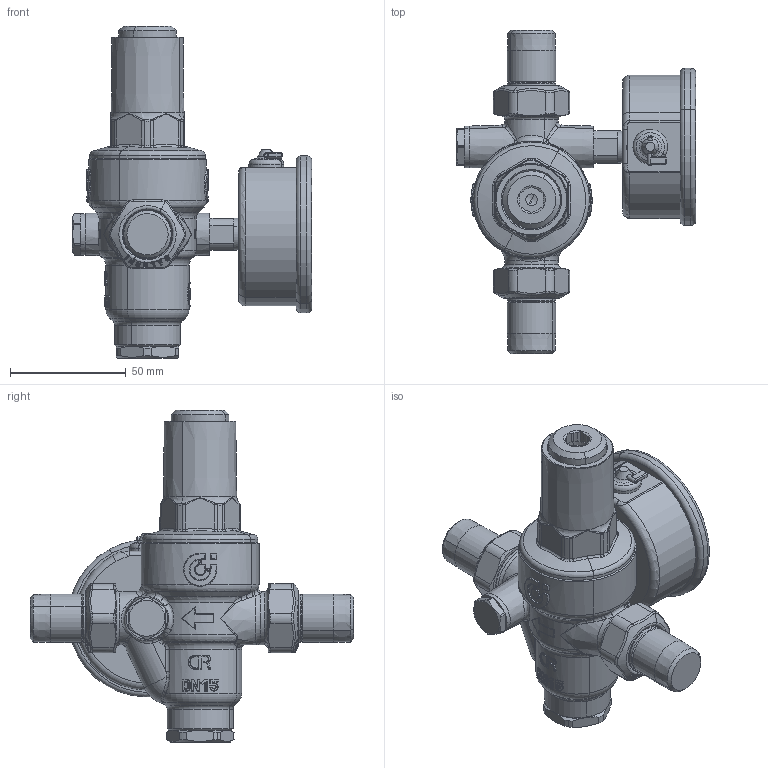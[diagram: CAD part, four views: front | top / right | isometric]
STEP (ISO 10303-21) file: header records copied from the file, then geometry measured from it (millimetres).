
FILE_DESCRIPTION(('CATIA V5 STEP Exchange'),'2;1');
FILE_NAME('STEP_536047_-_TST.stp','2017-03-06T07:01:40+00:00',('none'),('none'),'CATIA Version 5-6 Release 2014 SP5','CATIA V5 STEP AP203','none');
FILE_SCHEMA(('CONFIG_CONTROL_DESIGN'));
Length unit declared in the file: millimetre
Products named in the file (1): 536047 - TST
Bounding box: 103.48 x 140 x 143.6 mm (x, y, z)
Volume: 277316.5 mm3; surface area: 60138.2 mm2
Topology: 2 solids, 7 shells, 1905 faces, 4509 edges, 2495 vertices
Faces by surface type: bspline 1030, cylinder 262, plane 200, sphere 163, cone 151, torus 97, revolution 2
Entity records: 100161 total; most frequent: CARTESIAN_POINT 67953, ORIENTED_EDGE 8694, EDGE_CURVE 4347, B_SPLINE_CURVE_WITH_KNOTS 2894, DIRECTION 2711, VERTEX_POINT 2495, EDGE_LOOP 1952, ADVANCED_FACE 1905
